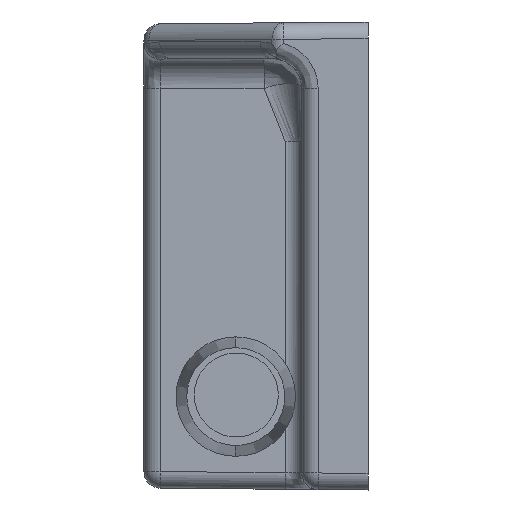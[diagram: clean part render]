
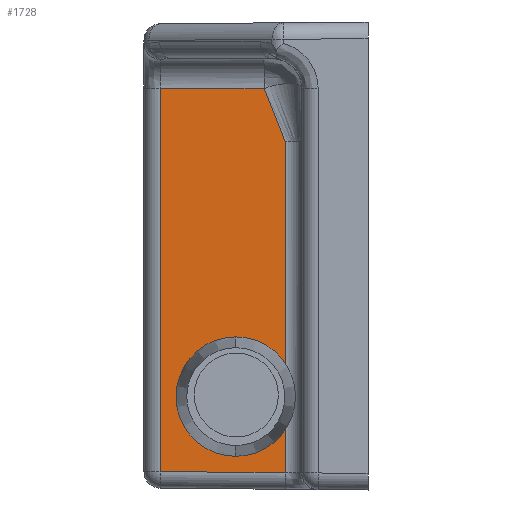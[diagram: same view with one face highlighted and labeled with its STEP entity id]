
A CAD part, left-side view. The second image highlights one B-rep face of the part: STEP entity #1728.
In plain terms, the highlighted face is planar.
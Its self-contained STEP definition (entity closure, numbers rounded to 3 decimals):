
#121 = ORIENTED_EDGE ( 'NONE', *, *, #3129, .T. ) ;
#172 = CARTESIAN_POINT ( 'NONE',  ( 77.991, 4.991, -21. ) ) ;
#181 = DIRECTION ( 'NONE',  ( 0.009, -1., 0. ) ) ;
#210 = LINE ( 'NONE', #566, #3115 ) ;
#243 = DIRECTION ( 'NONE',  ( 0.009, -1., 0.009 ) ) ;
#251 = VERTEX_POINT ( 'NONE', #172 ) ;
#305 = EDGE_CURVE ( 'NONE', #3208, #953, #2352, .T. ) ;
#313 = LINE ( 'NONE', #1657, #2466 ) ;
#314 = CARTESIAN_POINT ( 'NONE',  ( 77.974, 6.974, -26. ) ) ;
#327 = CARTESIAN_POINT ( 'NONE',  ( 77.965, 8., -8.85 ) ) ;
#338 = ORIENTED_EDGE ( 'NONE', *, *, #1770, .T. ) ;
#402 = LINE ( 'NONE', #314, #1173 ) ;
#552 = VERTEX_POINT ( 'NONE', #3319 ) ;
#560 = VERTEX_POINT ( 'NONE', #1395 ) ;
#566 = CARTESIAN_POINT ( 'NONE',  ( 77.917, 13.5, -24.2 ) ) ;
#585 = DIRECTION ( 'NONE',  ( 0., 0., -1. ) ) ;
#660 = ORIENTED_EDGE ( 'NONE', *, *, #2326, .T. ) ;
#662 = ORIENTED_EDGE ( 'NONE', *, *, #736, .T. ) ;
#694 = EDGE_LOOP ( 'NONE', ( #3091, #2678, #121, #2364, #660, #1607, #338, #1031, #662 ) ) ;
#736 = EDGE_CURVE ( 'NONE', #2236, #3208, #935, .T. ) ;
#861 = CARTESIAN_POINT ( 'NONE',  ( 77.965, 8., -8.85 ) ) ;
#873 = VECTOR ( 'NONE', #585, 1000. ) ;
#875 =( BOUNDED_CURVE ( )  B_SPLINE_CURVE ( 3, ( #2854, #3406, #2025, #327 ),
 .UNSPECIFIED., .F., .F. ) 
 B_SPLINE_CURVE_WITH_KNOTS ( ( 4, 4 ),
 ( 1.571, 4.712 ),
 .UNSPECIFIED. ) 
 CURVE ( )  GEOMETRIC_REPRESENTATION_ITEM ( )  RATIONAL_B_SPLINE_CURVE ( ( 1., 0.333, 0.333, 1. ) ) 
 REPRESENTATION_ITEM ( '' )  );
#914 = CARTESIAN_POINT ( 'NONE',  ( 77.987, 5.506, -3.11 ) ) ;
#935 = LINE ( 'NONE', #1091, #3079 ) ;
#938 = VECTOR ( 'NONE', #2985, 1000. ) ;
#953 = VERTEX_POINT ( 'NONE', #3213 ) ;
#999 = VERTEX_POINT ( 'NONE', #1324 ) ;
#1018 = CARTESIAN_POINT ( 'NONE',  ( 77.991, 4.991, -21. ) ) ;
#1027 = CARTESIAN_POINT ( 'NONE',  ( 77.917, 13.5, -26. ) ) ;
#1031 = ORIENTED_EDGE ( 'NONE', *, *, #1209, .T. ) ;
#1091 = CARTESIAN_POINT ( 'NONE',  ( 77.915, 13.717, -1.12 ) ) ;
#1126 = AXIS2_PLACEMENT_3D ( 'NONE', #1027, #1889, #181 ) ;
#1144 = CARTESIAN_POINT ( 'NONE',  ( 77.977, 6.637, -8.85 ) ) ;
#1173 = VECTOR ( 'NONE', #1463, 1000. ) ;
#1207 = CARTESIAN_POINT ( 'NONE',  ( 77.965, 8., -2.35 ) ) ;
#1209 = EDGE_CURVE ( 'NONE', #552, #2236, #313, .T. ) ;
#1274 = EDGE_CURVE ( 'NONE', #3154, #560, #1314, .T. ) ;
#1314 =( BOUNDED_CURVE ( )  B_SPLINE_CURVE ( 3, ( #861, #1144, #3390, #1736 ),
 .UNSPECIFIED., .F., .F. ) 
 B_SPLINE_CURVE_WITH_KNOTS ( ( 4, 4 ),
 ( 4.712, 5.895 ),
 .UNSPECIFIED. ) 
 CURVE ( )  GEOMETRIC_REPRESENTATION_ITEM ( )  RATIONAL_B_SPLINE_CURVE ( ( 1., 0.887, 0.887, 1. ) ) 
 REPRESENTATION_ITEM ( '' )  );
#1324 = CARTESIAN_POINT ( 'NONE',  ( 77.98, 6.26, -24.2 ) ) ;
#1395 = CARTESIAN_POINT ( 'NONE',  ( 77.991, 4.991, -6.829 ) ) ;
#1463 = DIRECTION ( 'NONE',  ( 0.003, -0.369, 0.93 ) ) ;
#1607 = ORIENTED_EDGE ( 'NONE', *, *, #3128, .F. ) ;
#1657 = CARTESIAN_POINT ( 'NONE',  ( 77.926, 12.509, -26. ) ) ;
#1728 = ADVANCED_FACE ( 'NONE', ( #2078 ), #2706, .F. ) ;
#1736 = CARTESIAN_POINT ( 'NONE',  ( 77.991, 4.991, -6.829 ) ) ;
#1770 = EDGE_CURVE ( 'NONE', #999, #552, #210, .T. ) ;
#1828 = CARTESIAN_POINT ( 'NONE',  ( 77.965, 8., -2.35 ) ) ;
#1889 = DIRECTION ( 'NONE',  ( -1., -0.009, 0. ) ) ;
#1893 = EDGE_CURVE ( 'NONE', #953, #2789, #3366, .T. ) ;
#2025 = CARTESIAN_POINT ( 'NONE',  ( 77.908, 14.5, -8.85 ) ) ;
#2078 = FACE_OUTER_BOUND ( 'NONE', #694, .T. ) ;
#2159 = CARTESIAN_POINT ( 'NONE',  ( 77.991, 4.991, -1.044 ) ) ;
#2236 = VERTEX_POINT ( 'NONE', #2503 ) ;
#2296 = LINE ( 'NONE', #3377, #873 ) ;
#2326 = EDGE_CURVE ( 'NONE', #560, #251, #2296, .T. ) ;
#2331 = CARTESIAN_POINT ( 'NONE',  ( 77.991, 4.991, -4.371 ) ) ;
#2352 = LINE ( 'NONE', #1018, #938 ) ;
#2364 = ORIENTED_EDGE ( 'NONE', *, *, #1274, .T. ) ;
#2466 = VECTOR ( 'NONE', #2758, 1000. ) ;
#2503 = CARTESIAN_POINT ( 'NONE',  ( 77.926, 12.509, -1.109 ) ) ;
#2543 = DIRECTION ( 'NONE',  ( -0.009, 1., 0. ) ) ;
#2678 = ORIENTED_EDGE ( 'NONE', *, *, #1893, .T. ) ;
#2706 = PLANE ( 'NONE',  #1126 ) ;
#2758 = DIRECTION ( 'NONE',  ( 0., 0., 1. ) ) ;
#2789 = VERTEX_POINT ( 'NONE', #1828 ) ;
#2854 = CARTESIAN_POINT ( 'NONE',  ( 77.965, 8., -2.35 ) ) ;
#2888 = CARTESIAN_POINT ( 'NONE',  ( 77.977, 6.637, -2.35 ) ) ;
#2985 = DIRECTION ( 'NONE',  ( 0., 0., -1. ) ) ;
#3079 = VECTOR ( 'NONE', #243, 1000. ) ;
#3091 = ORIENTED_EDGE ( 'NONE', *, *, #305, .T. ) ;
#3115 = VECTOR ( 'NONE', #2543, 1000. ) ;
#3128 = EDGE_CURVE ( 'NONE', #999, #251, #402, .T. ) ;
#3129 = EDGE_CURVE ( 'NONE', #2789, #3154, #875, .T. ) ;
#3150 = CARTESIAN_POINT ( 'NONE',  ( 77.965, 8., -8.85 ) ) ;
#3154 = VERTEX_POINT ( 'NONE', #3150 ) ;
#3208 = VERTEX_POINT ( 'NONE', #2159 ) ;
#3213 = CARTESIAN_POINT ( 'NONE',  ( 77.991, 4.991, -4.371 ) ) ;
#3319 = CARTESIAN_POINT ( 'NONE',  ( 77.926, 12.509, -24.2 ) ) ;
#3366 =( BOUNDED_CURVE ( )  B_SPLINE_CURVE ( 3, ( #2331, #914, #2888, #1207 ),
 .UNSPECIFIED., .F., .F. ) 
 B_SPLINE_CURVE_WITH_KNOTS ( ( 4, 4 ),
 ( 0.388, 1.571 ),
 .UNSPECIFIED. ) 
 CURVE ( )  GEOMETRIC_REPRESENTATION_ITEM ( )  RATIONAL_B_SPLINE_CURVE ( ( 1., 0.887, 0.887, 1. ) ) 
 REPRESENTATION_ITEM ( '' )  );
#3377 = CARTESIAN_POINT ( 'NONE',  ( 77.991, 4.991, -21. ) ) ;
#3390 = CARTESIAN_POINT ( 'NONE',  ( 77.987, 5.506, -8.09 ) ) ;
#3406 = CARTESIAN_POINT ( 'NONE',  ( 77.908, 14.5, -2.35 ) ) ;
